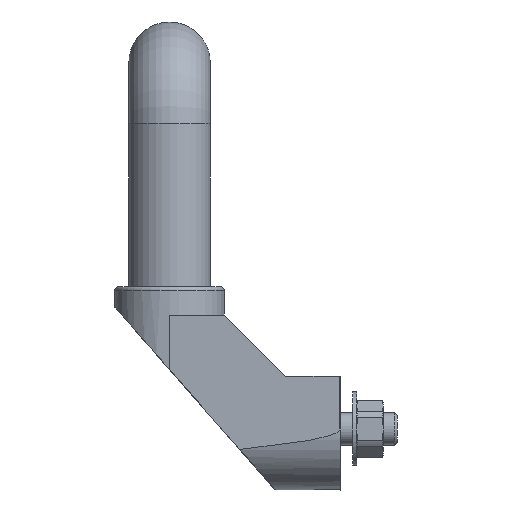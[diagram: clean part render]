
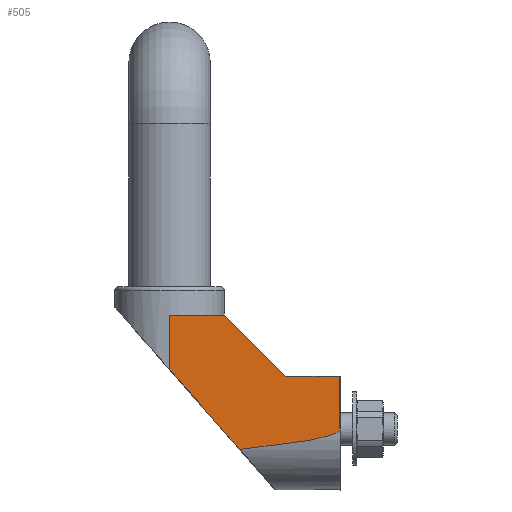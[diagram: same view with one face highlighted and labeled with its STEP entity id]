
A CAD part, left-side view. The second image highlights one B-rep face of the part: STEP entity #505.
In plain terms, the highlighted planar face has unit normal (-0.999, 0.036, 0).
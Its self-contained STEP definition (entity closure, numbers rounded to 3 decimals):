
#505 = ADVANCED_FACE( '', ( #1055 ), #1056, .T. );
#1055 = FACE_OUTER_BOUND( '', #1596, .T. );
#1056 = PLANE( '', #1597 );
#1596 = EDGE_LOOP( '', ( #2923, #2924, #2925, #2926, #2927, #2928, #2929 ) );
#1597 = AXIS2_PLACEMENT_3D( '', #2930, #2931, #2932 );
#2923 = ORIENTED_EDGE( '', *, *, #3350, .T. );
#2924 = ORIENTED_EDGE( '', *, *, #3111, .T. );
#2925 = ORIENTED_EDGE( '', *, *, #3391, .T. );
#2926 = ORIENTED_EDGE( '', *, *, #3213, .T. );
#2927 = ORIENTED_EDGE( '', *, *, #3281, .T. );
#2928 = ORIENTED_EDGE( '', *, *, #3406, .F. );
#2929 = ORIENTED_EDGE( '', *, *, #3357, .T. );
#2930 = CARTESIAN_POINT( '', ( -15.01, -0.02, 50. ) );
#2931 = DIRECTION( '', ( -0.999, 0.036, 0. ) );
#2932 = DIRECTION( '', ( -0.036, -0.999, 0. ) );
#3111 = EDGE_CURVE( '', #3736, #3740, #3742, .T. );
#3213 = EDGE_CURVE( '', #3885, #3892, #3894, .T. );
#3281 = EDGE_CURVE( '', #3892, #3986, #3988, .T. );
#3350 = EDGE_CURVE( '', #4077, #3736, #4078, .T. );
#3357 = EDGE_CURVE( '', #4086, #4077, #4087, .T. );
#3391 = EDGE_CURVE( '', #3740, #3885, #4124, .T. );
#3406 = EDGE_CURVE( '', #4086, #3986, #4139, .T. );
#3736 = VERTEX_POINT( '', #4597 );
#3740 = VERTEX_POINT( '', #4603 );
#3742 = LINE( '', #4606, #4607 );
#3885 = VERTEX_POINT( '', #4834 );
#3892 = VERTEX_POINT( '', #4844 );
#3894 = LINE( '', #4847, #4848 );
#3986 = VERTEX_POINT( '', #4979 );
#3988 = LINE( '', #4982, #4983 );
#4077 = VERTEX_POINT( '', #5099 );
#4078 = LINE( '', #5100, #5101 );
#4086 = VERTEX_POINT( '', #5113 );
#4087 = ELLIPSE( '', #5114, 420.368, 15. );
#4124 = LINE( '', #5161, #5162 );
#4139 = LINE( '', #5183, #5184 );
#4597 = CARTESIAN_POINT( '', ( -15., 0.26, 13.01 ) );
#4603 = CARTESIAN_POINT( '', ( -14.528, 13.489, 13.01 ) );
#4606 = CARTESIAN_POINT( '', ( -15.01, -0.02, 13.01 ) );
#4607 = VECTOR( '', #5462, 1000. );
#4834 = CARTESIAN_POINT( '', ( -13.992, 28.479, 28. ) );
#4844 = CARTESIAN_POINT( '', ( -13.51, 41.99, 28. ) );
#4847 = CARTESIAN_POINT( '', ( -13.512, 41.947, 28. ) );
#4848 = VECTOR( '', #5551, 1000. );
#4979 = CARTESIAN_POINT( '', ( -13.51, 41.99, 14.597 ) );
#4982 = CARTESIAN_POINT( '', ( -13.51, 41.99, 50. ) );
#4983 = VECTOR( '', #5625, 1000. );
#5099 = CARTESIAN_POINT( '', ( -15., 0.26, 0. ) );
#5100 = CARTESIAN_POINT( '', ( -15., 0.26, 0. ) );
#5101 = VECTOR( '', #5707, 1000. );
#5113 = CARTESIAN_POINT( '', ( -14.126, 24.747, -5.046 ) );
#5114 = AXIS2_PLACEMENT_3D( '', #5712, #5713, #5714 );
#5161 = CARTESIAN_POINT( '', ( -14.109, 25.213, 24.734 ) );
#5162 = VECTOR( '', #5743, 1000. );
#5183 = CARTESIAN_POINT( '', ( -12.687, 65.03, 40.846 ) );
#5184 = VECTOR( '', #5753, 1000. );
#5462 = DIRECTION( '', ( 0.036, 0.999, 0. ) );
#5551 = DIRECTION( '', ( 0.036, 0.999, 0. ) );
#5625 = DIRECTION( '', ( 0., 0., -1. ) );
#5707 = DIRECTION( '', ( 0., 0., 1. ) );
#5712 = CARTESIAN_POINT( '', ( 0., 420.36, 0. ) );
#5713 = DIRECTION( '', ( -0.999, 0.036, 0. ) );
#5714 = DIRECTION( '', ( -0.036, -0.999, 0. ) );
#5743 = DIRECTION( '', ( 0.025, 0.707, 0.707 ) );
#5753 = DIRECTION( '', ( 0.024, 0.66, 0.751 ) );
